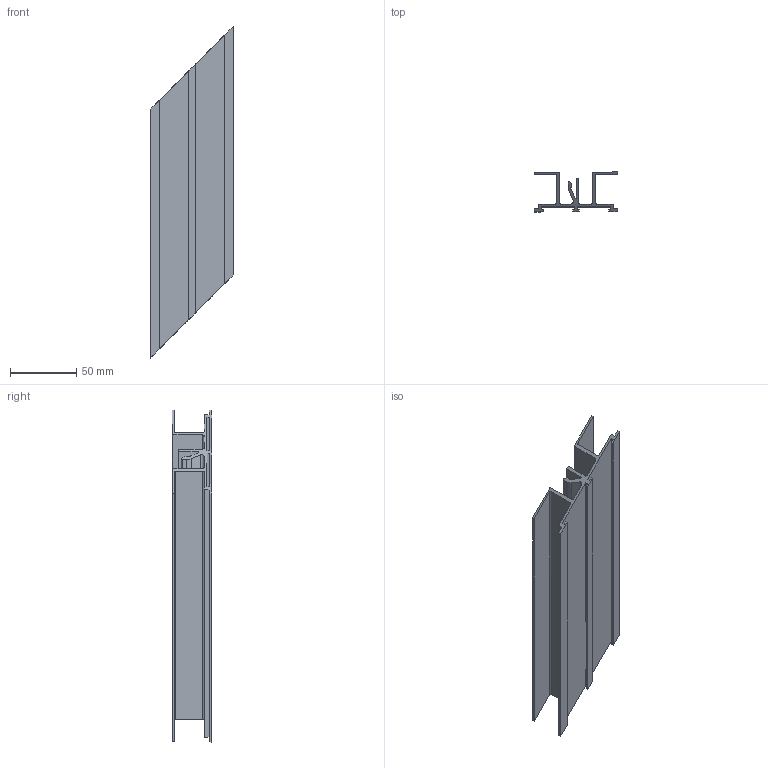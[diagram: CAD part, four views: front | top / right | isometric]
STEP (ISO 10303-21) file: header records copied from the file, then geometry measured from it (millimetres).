
FILE_DESCRIPTION((''),'2;1');
FILE_NAME('DM_CAD-1913','2013-12-18T',('creinig-se'),(''),'PRO/ENGINEER BY PARAMETRIC TECHNOLOGY CORPORATION, 2013050','PRO/ENGINEER BY PARAMETRIC TECHNOLOGY CORPORATION, 2013050','');
FILE_SCHEMA(('CONFIG_CONTROL_DESIGN'));
Length unit declared in the file: millimetre
Products named in the file (1): DM_CAD-1913
Bounding box: 63 x 29.7 x 250 mm (x, y, z)
Volume: 68713.5 mm3; surface area: 73913.8 mm2
Topology: 1 solids, 1 shells, 63 faces, 185 edges, 124 vertices
Faces by surface type: plane 46, cylinder 17
Entity records: 2808 total; most frequent: CARTESIAN_POINT 562, ORIENTED_EDGE 370, DIRECTION 275, PRESENTATION_STYLE_ASSIGNMENT 186, STYLED_ITEM 186, CURVE_STYLE 185, EDGE_CURVE 185, VECTOR 149
